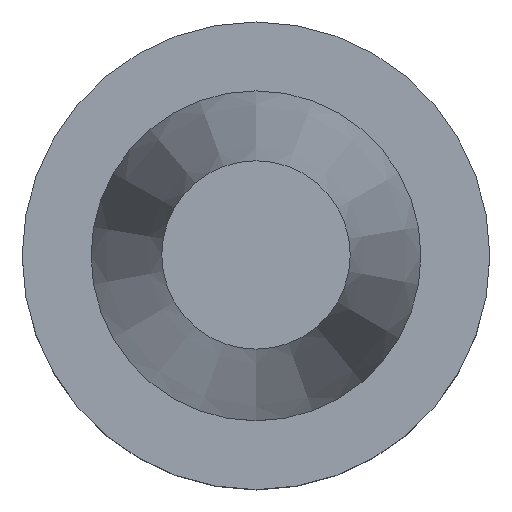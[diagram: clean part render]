
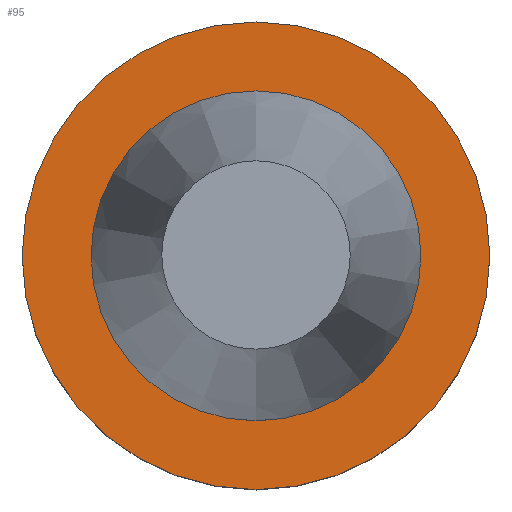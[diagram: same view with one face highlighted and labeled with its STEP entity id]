
A CAD part, top view. The second image highlights one B-rep face of the part: STEP entity #95.
In plain terms, the highlighted planar face has unit normal (0, 0, 1).
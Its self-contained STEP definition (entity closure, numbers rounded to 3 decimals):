
#75=EDGE_CURVE('Unnamed[1]',#201,#201,#202,.T.);
#95=ADVANCED_FACE('Unnamed[1]',(#231,#232),#233,.T.);
#178=EDGE_CURVE('Unnamed[1]',#359,#359,#360,.T.);
#201=VERTEX_POINT('',#377);
#202=CIRCLE('',#378,22.225);
#231=FACE_OUTER_BOUND('',#415,.T.);
#232=FACE_BOUND('',#416,.T.);
#233=PLANE('',#417);
#359=VERTEX_POINT('',#573);
#360=CIRCLE('',#574,31.5);
#377=CARTESIAN_POINT('',(0.,22.225,-1.));
#378=AXIS2_PLACEMENT_3D('',#580,#581,#582);
#415=EDGE_LOOP('',(#613));
#416=EDGE_LOOP('',(#614));
#417=AXIS2_PLACEMENT_3D('',#615,#616,#617);
#573=CARTESIAN_POINT('',(0.,31.5,-1.));
#574=AXIS2_PLACEMENT_3D('',#755,#756,#757);
#580=CARTESIAN_POINT('',(0.,0.,-1.));
#581=DIRECTION('',(0.,0.,-1.0));
#582=DIRECTION('',(0.,1.0,0.));
#613=ORIENTED_EDGE('',*,*,#178,.F.);
#614=ORIENTED_EDGE('',*,*,#75,.T.);
#615=CARTESIAN_POINT('',(0.,26.862,-1.));
#616=DIRECTION('',(0.,0.,1.0));
#617=DIRECTION('',(0.,-1.0,0.));
#755=CARTESIAN_POINT('',(0.,0.,-1.));
#756=DIRECTION('',(0.,0.,-1.0));
#757=DIRECTION('',(0.,1.0,0.));
